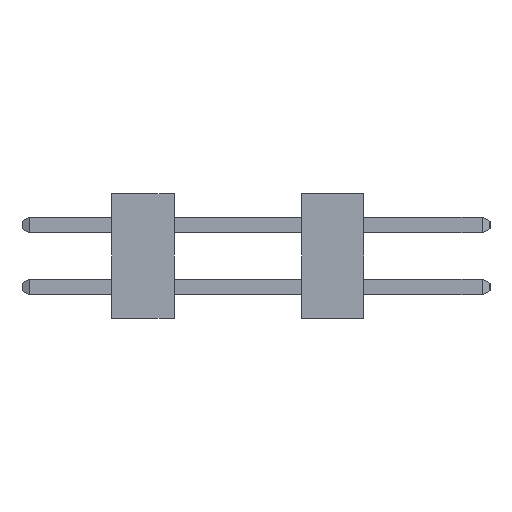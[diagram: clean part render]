
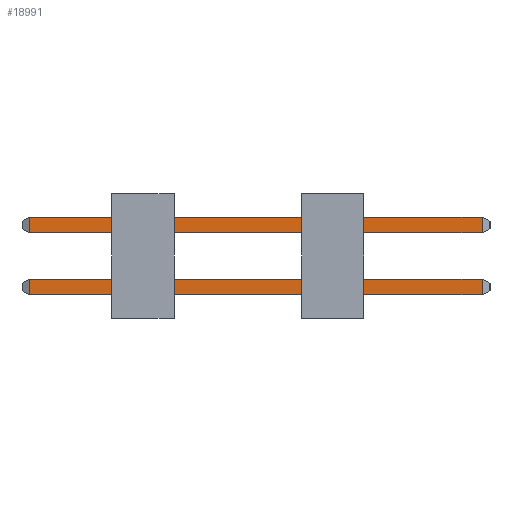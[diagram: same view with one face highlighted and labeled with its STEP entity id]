
A CAD part, left-side view. The second image highlights one B-rep face of the part: STEP entity #18991.
In plain terms, the highlighted planar face has unit normal (-1, 0, 0).
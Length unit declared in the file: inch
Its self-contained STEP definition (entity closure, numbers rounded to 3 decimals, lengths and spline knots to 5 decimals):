
#3941=ORIENTED_EDGE('',*,*,#7588,.F.);
#3942=ORIENTED_EDGE('',*,*,#7373,.F.);
#3943=ORIENTED_EDGE('',*,*,#7665,.T.);
#3944=ORIENTED_EDGE('',*,*,#7127,.F.);
#3945=ORIENTED_EDGE('',*,*,#7586,.F.);
#3946=ORIENTED_EDGE('',*,*,#7069,.F.);
#3947=ORIENTED_EDGE('',*,*,#7666,.T.);
#3948=ORIENTED_EDGE('',*,*,#6823,.F.);
#3949=ORIENTED_EDGE('',*,*,#7584,.F.);
#3950=ORIENTED_EDGE('',*,*,#7549,.F.);
#3951=ORIENTED_EDGE('',*,*,#7547,.F.);
#3952=ORIENTED_EDGE('',*,*,#7463,.F.);
#3953=ORIENTED_EDGE('',*,*,#7667,.T.);
#3954=ORIENTED_EDGE('',*,*,#7451,.F.);
#3955=ORIENTED_EDGE('',*,*,#7545,.F.);
#3956=ORIENTED_EDGE('',*,*,#7447,.F.);
#3957=ORIENTED_EDGE('',*,*,#7668,.T.);
#3958=ORIENTED_EDGE('',*,*,#7435,.F.);
#3959=ORIENTED_EDGE('',*,*,#7543,.F.);
#3960=ORIENTED_EDGE('',*,*,#7431,.F.);
#6823=EDGE_CURVE('',#8939,#8940,#11043,.T.);
#7069=EDGE_CURVE('',#9089,#9128,#11289,.T.);
#7127=EDGE_CURVE('',#9167,#9168,#11347,.T.);
#7373=EDGE_CURVE('',#9317,#9356,#11593,.T.);
#7431=EDGE_CURVE('',#9395,#9396,#11651,.T.);
#7435=EDGE_CURVE('',#9399,#9400,#11655,.T.);
#7447=EDGE_CURVE('',#9406,#9408,#11667,.T.);
#7451=EDGE_CURVE('',#9411,#9412,#11671,.T.);
#7463=EDGE_CURVE('',#9418,#9420,#11683,.T.);
#7543=EDGE_CURVE('',#9396,#9399,#11763,.T.);
#7545=EDGE_CURVE('',#9408,#9411,#11765,.T.);
#7547=EDGE_CURVE('',#9420,#9421,#11767,.T.);
#7549=EDGE_CURVE('',#9421,#9424,#11769,.T.);
#7584=EDGE_CURVE('',#9424,#8939,#11804,.T.);
#7586=EDGE_CURVE('',#9128,#9167,#11806,.T.);
#7588=EDGE_CURVE('',#9356,#9395,#11808,.T.);
#7665=EDGE_CURVE('',#9317,#9168,#11885,.T.);
#7666=EDGE_CURVE('',#9089,#8940,#11886,.T.);
#7667=EDGE_CURVE('',#9418,#9412,#11887,.T.);
#7668=EDGE_CURVE('',#9406,#9400,#11888,.T.);
#8939=VERTEX_POINT('',#28333);
#8940=VERTEX_POINT('',#28335);
#9089=VERTEX_POINT('',#28729);
#9128=VERTEX_POINT('',#28845);
#9167=VERTEX_POINT('',#28960);
#9168=VERTEX_POINT('',#28962);
#9317=VERTEX_POINT('',#29356);
#9356=VERTEX_POINT('',#29472);
#9395=VERTEX_POINT('',#29587);
#9396=VERTEX_POINT('',#29589);
#9399=VERTEX_POINT('',#29596);
#9400=VERTEX_POINT('',#29598);
#9406=VERTEX_POINT('',#29616);
#9408=VERTEX_POINT('',#29622);
#9411=VERTEX_POINT('',#29629);
#9412=VERTEX_POINT('',#29631);
#9418=VERTEX_POINT('',#29649);
#9420=VERTEX_POINT('',#29655);
#9421=VERTEX_POINT('',#29731);
#9424=VERTEX_POINT('',#29747);
#11043=LINE('',#28334,#13639);
#11289=LINE('',#28844,#13885);
#11347=LINE('',#28961,#13943);
#11593=LINE('',#29471,#14189);
#11651=LINE('',#29588,#14247);
#11655=LINE('',#29597,#14251);
#11667=LINE('',#29621,#14263);
#11671=LINE('',#29630,#14267);
#11683=LINE('',#29654,#14279);
#11763=LINE('',#29738,#14359);
#11765=LINE('',#29740,#14361);
#11767=LINE('',#29742,#14363);
#11769=LINE('',#29746,#14365);
#11804=LINE('',#29817,#14400);
#11806=LINE('',#29819,#14402);
#11808=LINE('',#29821,#14404);
#11885=LINE('',#29899,#14481);
#11886=LINE('',#29900,#14482);
#11887=LINE('',#29901,#14483);
#11888=LINE('',#29902,#14484);
#13639=VECTOR('',#23041,39.37008);
#13885=VECTOR('',#23439,39.37008);
#13943=VECTOR('',#23535,39.37008);
#14189=VECTOR('',#23933,39.37008);
#14247=VECTOR('',#24029,39.37008);
#14251=VECTOR('',#24035,39.37008);
#14263=VECTOR('',#24055,39.37008);
#14267=VECTOR('',#24061,39.37008);
#14279=VECTOR('',#24081,39.37008);
#14359=VECTOR('',#24163,39.37008);
#14361=VECTOR('',#24165,39.37008);
#14363=VECTOR('',#24167,39.37008);
#14365=VECTOR('',#24171,39.37008);
#14400=VECTOR('',#24228,39.37008);
#14402=VECTOR('',#24230,39.37008);
#14404=VECTOR('',#24232,39.37008);
#14481=VECTOR('',#24311,39.37008);
#14482=VECTOR('',#24312,39.37008);
#14483=VECTOR('',#24313,39.37008);
#14484=VECTOR('',#24314,39.37008);
#15609=EDGE_LOOP('',(#3941,#3942,#3943,#3944,#3945,#3946,#3947,#3948,#3949,
#3950,#3951,#3952,#3953,#3954,#3955,#3956,#3957,#3958,#3959,#3960));
#16891=FACE_BOUND('',#15609,.T.);
#17941=PLANE('',#20080);
#18991=ADVANCED_FACE('',(#16891),#17941,.F.);
#20080=AXIS2_PLACEMENT_3D('',#29898,#24309,#24310);
#23041=DIRECTION('',(0.,1.,0.));
#23439=DIRECTION('',(0.,-1.,0.));
#23535=DIRECTION('',(0.,1.,0.));
#23933=DIRECTION('',(0.,-1.,0.));
#24029=DIRECTION('',(0.,-1.,0.));
#24035=DIRECTION('',(0.,-1.,0.));
#24055=DIRECTION('',(0.,1.,0.));
#24061=DIRECTION('',(0.,-1.,0.));
#24081=DIRECTION('',(0.,1.,0.));
#24163=DIRECTION('',(0.,0.,-1.));
#24165=DIRECTION('',(0.,0.,-1.));
#24167=DIRECTION('',(0.,0.,-1.));
#24171=DIRECTION('',(0.,1.,0.));
#24228=DIRECTION('',(0.,0.,1.));
#24230=DIRECTION('',(0.,0.,1.));
#24232=DIRECTION('',(0.,0.,1.));
#24309=DIRECTION('',(1.,0.,0.));
#24310=DIRECTION('',(0.,0.,-1.));
#24311=DIRECTION('',(0.,0.,-1.));
#24312=DIRECTION('',(0.,0.,-1.));
#24313=DIRECTION('',(0.,0.,1.));
#24314=DIRECTION('',(0.,0.,1.));
#28333=CARTESIAN_POINT('',(-0.75803,0.039,-0.04937));
#28334=CARTESIAN_POINT('',(-0.75803,0.039,-0.04937));
#28335=CARTESIAN_POINT('',(-0.75803,0.424,-0.04937));
#28729=CARTESIAN_POINT('',(-0.75803,0.424,-0.02937));
#28844=CARTESIAN_POINT('',(-0.75803,0.424,-0.02937));
#28845=CARTESIAN_POINT('',(-0.75803,0.039,-0.02937));
#28960=CARTESIAN_POINT('',(-0.75803,0.039,0.02937));
#28961=CARTESIAN_POINT('',(-0.75803,0.039,0.02937));
#28962=CARTESIAN_POINT('',(-0.75803,0.424,0.02937));
#29356=CARTESIAN_POINT('',(-0.75803,0.424,0.04937));
#29471=CARTESIAN_POINT('',(-0.75803,0.424,0.04937));
#29472=CARTESIAN_POINT('',(-0.75803,0.039,0.04937));
#29587=CARTESIAN_POINT('',(-0.75803,0.039,0.0575));
#29588=CARTESIAN_POINT('',(-0.75803,0.039,0.0575));
#29589=CARTESIAN_POINT('',(-0.75803,0.03,0.0575));
#29596=CARTESIAN_POINT('',(-0.75803,0.03,0.04937));
#29597=CARTESIAN_POINT('',(-0.75803,0.03,0.04937));
#29598=CARTESIAN_POINT('',(-0.75803,-0.15,0.04937));
#29616=CARTESIAN_POINT('',(-0.75803,-0.15,0.02937));
#29621=CARTESIAN_POINT('',(-0.75803,-0.15,0.02937));
#29622=CARTESIAN_POINT('',(-0.75803,0.03,0.02937));
#29629=CARTESIAN_POINT('',(-0.75803,0.03,-0.02937));
#29630=CARTESIAN_POINT('',(-0.75803,0.03,-0.02937));
#29631=CARTESIAN_POINT('',(-0.75803,-0.15,-0.02937));
#29649=CARTESIAN_POINT('',(-0.75803,-0.15,-0.04937));
#29654=CARTESIAN_POINT('',(-0.75803,-0.15,-0.04937));
#29655=CARTESIAN_POINT('',(-0.75803,0.03,-0.04937));
#29731=CARTESIAN_POINT('',(-0.75803,0.03,-0.0575));
#29738=CARTESIAN_POINT('',(-0.75803,0.03,0.0575));
#29740=CARTESIAN_POINT('',(-0.75803,0.03,0.02937));
#29742=CARTESIAN_POINT('',(-0.75803,0.03,-0.04937));
#29746=CARTESIAN_POINT('',(-0.75803,0.03,-0.0575));
#29747=CARTESIAN_POINT('',(-0.75803,0.039,-0.0575));
#29817=CARTESIAN_POINT('',(-0.75803,0.039,-0.0575));
#29819=CARTESIAN_POINT('',(-0.75803,0.039,-0.02937));
#29821=CARTESIAN_POINT('',(-0.75803,0.039,0.04937));
#29898=CARTESIAN_POINT('',(-0.75803,0.,0.));
#29899=CARTESIAN_POINT('',(-0.75803,0.424,0.));
#29900=CARTESIAN_POINT('',(-0.75803,0.424,0.));
#29901=CARTESIAN_POINT('',(-0.75803,-0.15,0.));
#29902=CARTESIAN_POINT('',(-0.75803,-0.15,0.));
